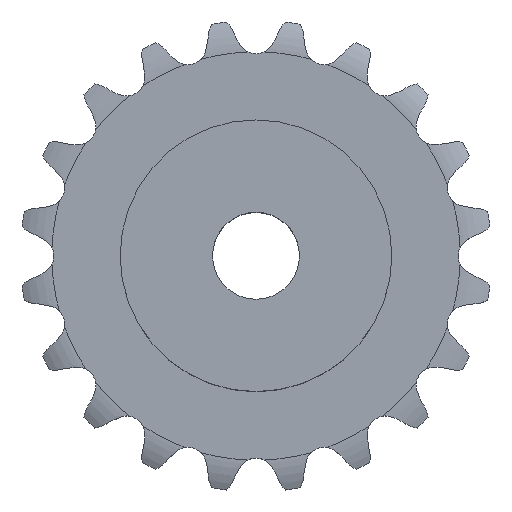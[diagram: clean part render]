
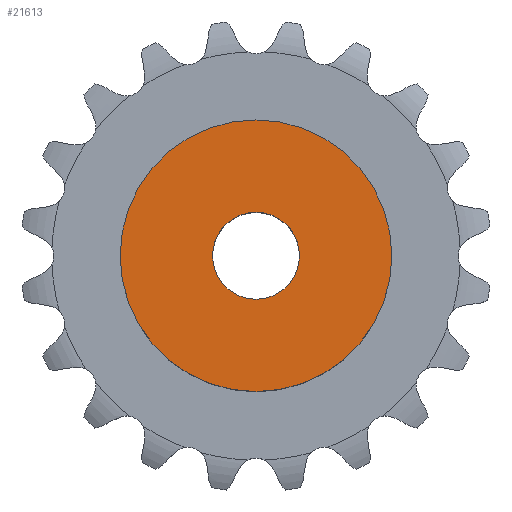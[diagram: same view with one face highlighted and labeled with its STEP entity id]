
A CAD part, top view. The second image highlights one B-rep face of the part: STEP entity #21613.
In plain terms, the highlighted planar face has unit normal (0, 0, 1).
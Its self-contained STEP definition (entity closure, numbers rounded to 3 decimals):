
#2883 = CYLINDRICAL_SURFACE('',#2884,12.5);
#2884 = AXIS2_PLACEMENT_3D('',#2885,#2886,#2887);
#2885 = CARTESIAN_POINT('',(0.,0.,0.));
#2886 = DIRECTION('',(-0.,-0.,-1.));
#2887 = DIRECTION('',(1.,0.,0.));
#13898 = VERTEX_POINT('',#13899);
#13899 = CARTESIAN_POINT('',(12.5,0.,14.));
#13920 = EDGE_CURVE('',#13898,#13898,#13921,.T.);
#13921 = SURFACE_CURVE('',#13922,(#13927,#13934),.PCURVE_S1.);
#13922 = CIRCLE('',#13923,12.5);
#13923 = AXIS2_PLACEMENT_3D('',#13924,#13925,#13926);
#13924 = CARTESIAN_POINT('',(0.,0.,14.));
#13925 = DIRECTION('',(0.,0.,1.));
#13926 = DIRECTION('',(1.,0.,0.));
#13927 = PCURVE('',#2883,#13928);
#13928 = DEFINITIONAL_REPRESENTATION('',(#13929),#13933);
#13929 = LINE('',#13930,#13931);
#13930 = CARTESIAN_POINT('',(-0.,-14.));
#13931 = VECTOR('',#13932,1.);
#13932 = DIRECTION('',(-1.,0.));
#13933 = ( GEOMETRIC_REPRESENTATION_CONTEXT(2) 
PARAMETRIC_REPRESENTATION_CONTEXT() REPRESENTATION_CONTEXT('2D SPACE',''
  ) );
#13934 = PCURVE('',#13935,#13940);
#13935 = PLANE('',#13936);
#13936 = AXIS2_PLACEMENT_3D('',#13937,#13938,#13939);
#13937 = CARTESIAN_POINT('',(0.,0.,14.)
  );
#13938 = DIRECTION('',(0.,0.,1.));
#13939 = DIRECTION('',(1.,0.,0.));
#13940 = DEFINITIONAL_REPRESENTATION('',(#13941),#13945);
#13941 = CIRCLE('',#13942,12.5);
#13942 = AXIS2_PLACEMENT_2D('',#13943,#13944);
#13943 = CARTESIAN_POINT('',(0.,0.));
#13944 = DIRECTION('',(1.,0.));
#13945 = ( GEOMETRIC_REPRESENTATION_CONTEXT(2) 
PARAMETRIC_REPRESENTATION_CONTEXT() REPRESENTATION_CONTEXT('2D SPACE',''
  ) );
#18391 = CYLINDRICAL_SURFACE('',#18392,4.);
#18392 = AXIS2_PLACEMENT_3D('',#18393,#18394,#18395);
#18393 = CARTESIAN_POINT('',(0.,0.,68.538));
#18394 = DIRECTION('',(0.,0.,1.));
#18395 = DIRECTION('',(1.,0.,0.));
#21613 = ADVANCED_FACE('',(#21614,#21617),#13935,.T.);
#21614 = FACE_BOUND('',#21615,.T.);
#21615 = EDGE_LOOP('',(#21616));
#21616 = ORIENTED_EDGE('',*,*,#13920,.T.);
#21617 = FACE_BOUND('',#21618,.T.);
#21618 = EDGE_LOOP('',(#21619));
#21619 = ORIENTED_EDGE('',*,*,#21620,.F.);
#21620 = EDGE_CURVE('',#21621,#21621,#21623,.T.);
#21621 = VERTEX_POINT('',#21622);
#21622 = CARTESIAN_POINT('',(4.,0.,14.));
#21623 = SURFACE_CURVE('',#21624,(#21629,#21636),.PCURVE_S1.);
#21624 = CIRCLE('',#21625,4.);
#21625 = AXIS2_PLACEMENT_3D('',#21626,#21627,#21628);
#21626 = CARTESIAN_POINT('',(0.,0.,14.));
#21627 = DIRECTION('',(0.,0.,1.));
#21628 = DIRECTION('',(1.,0.,0.));
#21629 = PCURVE('',#13935,#21630);
#21630 = DEFINITIONAL_REPRESENTATION('',(#21631),#21635);
#21631 = CIRCLE('',#21632,4.);
#21632 = AXIS2_PLACEMENT_2D('',#21633,#21634);
#21633 = CARTESIAN_POINT('',(0.,0.));
#21634 = DIRECTION('',(1.,0.));
#21635 = ( GEOMETRIC_REPRESENTATION_CONTEXT(2) 
PARAMETRIC_REPRESENTATION_CONTEXT() REPRESENTATION_CONTEXT('2D SPACE',''
  ) );
#21636 = PCURVE('',#18391,#21637);
#21637 = DEFINITIONAL_REPRESENTATION('',(#21638),#21642);
#21638 = LINE('',#21639,#21640);
#21639 = CARTESIAN_POINT('',(0.,-54.538));
#21640 = VECTOR('',#21641,1.);
#21641 = DIRECTION('',(1.,0.));
#21642 = ( GEOMETRIC_REPRESENTATION_CONTEXT(2) 
PARAMETRIC_REPRESENTATION_CONTEXT() REPRESENTATION_CONTEXT('2D SPACE',''
  ) );
